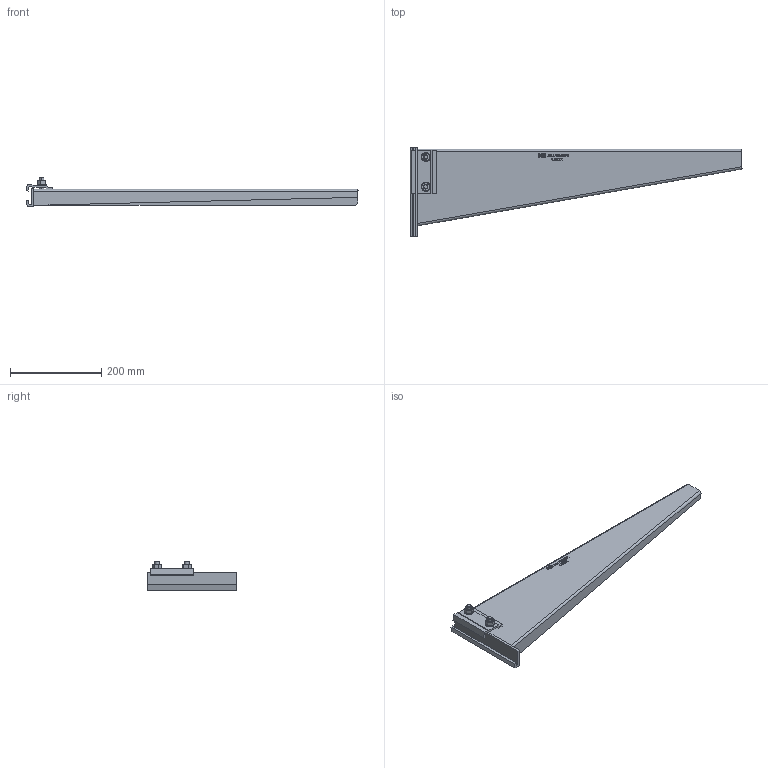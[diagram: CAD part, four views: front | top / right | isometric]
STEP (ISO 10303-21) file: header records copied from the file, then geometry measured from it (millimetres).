
FILE_DESCRIPTION((''),'2;1');
FILE_NAME('6419143_ASM','2013-01-26T',('AndreasKeweloh'),(''),'PRO/ENGINEER BY PARAMETRIC TECHNOLOGY CORPORATION, 2012360','PRO/ENGINEER BY PARAMETRIC TECHNOLOGY CORPORATION, 2012360','');
FILE_SCHEMA(('CONFIG_CONTROL_DESIGN'));
Length unit declared in the file: millimetre
Products named in the file (7): TEIL1_5_X_195_X_41_; KTS_04_019-030; KTS_04_022-003_95; 009183_M8X25-; 009182_SCHEIBE_DIN_125_-_A_10_5; 011645_HEXAGON_NUT_ISO_4032_-_M; 6419143_ASM
Assembly tree (9 placements, depth 2):
  6419143_ASM
    TEIL1_5_X_195_X_41_
    KTS_04_019-030
    KTS_04_022-003_95
    009183_M8X25-  x2
    009182_SCHEIBE_DIN_125_-_A_10_5  x2
    011645_HEXAGON_NUT_ISO_4032_-_M  x2
Bounding box: 727.11 x 195 x 64.5 mm (x, y, z)
Volume: 491353.9 mm3; surface area: 276996.4 mm2
Topology: 9 solids, 9 shells, 426 faces, 1059 edges, 677 vertices
Faces by surface type: plane 255, extrusion 64, cylinder 57, cone 44, sphere 4, bspline 2
Entity records: 13429 total; most frequent: CARTESIAN_POINT 4541, ORIENTED_EDGE 1886, DIRECTION 1584, EDGE_CURVE 943, VECTOR 724, LINE 660, VERTEX_POINT 610, AXIS2_PLACEMENT_3D 430
